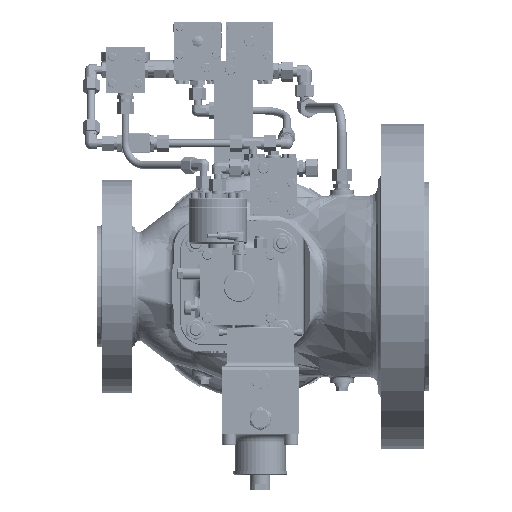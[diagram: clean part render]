
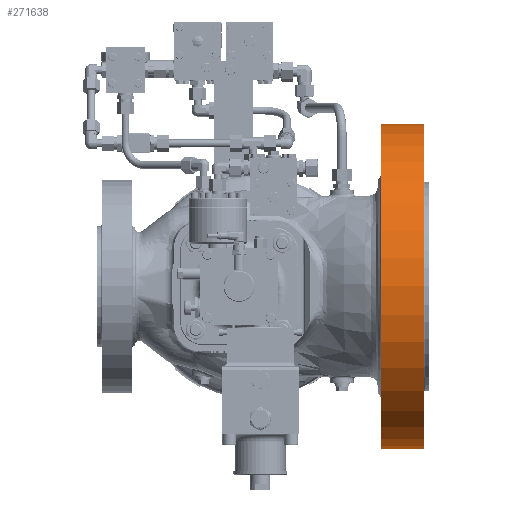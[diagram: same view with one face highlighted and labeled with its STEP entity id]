
A CAD part, front view. The second image highlights one B-rep face of the part: STEP entity #271638.
In plain terms, the highlighted cylindrical face has radius 210 mm (diameter 420 mm), a partial arc.
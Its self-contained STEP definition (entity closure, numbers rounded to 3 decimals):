
#649 = CIRCLE ( 'NONE', #323038, 210. ) ;
#678 = CARTESIAN_POINT ( 'NONE',  ( 183.4, -10., -210. ) ) ;
#4180 = VERTEX_POINT ( 'NONE', #141587 ) ;
#19132 = CARTESIAN_POINT ( 'NONE',  ( 183.4, -10., 0. ) ) ;
#25330 = VERTEX_POINT ( 'NONE', #189755 ) ;
#33212 = CYLINDRICAL_SURFACE ( 'NONE', #156709, 210. ) ;
#35112 = EDGE_LOOP ( 'NONE', ( #109333, #68598, #52575, #133785 ) ) ;
#36964 = EDGE_CURVE ( 'Defeature ausgef�hrt1_1871+Defeature ausgef�hrt1_1870+Defeature ausgef�hrt1_1870+Defeature ausgef�hrt1_1870', #195372, #4180, #110408, .T. ) ;
#44131 = EDGE_CURVE ( 'NONE', #195372, #336061, #218305, .T. ) ;
#51548 = LINE ( 'NONE', #104527, #59020 ) ;
#52575 = ORIENTED_EDGE ( 'NONE', *, *, #274603, .T. ) ;
#59020 = VECTOR ( 'NONE', #284226, 1000. ) ;
#60582 = CARTESIAN_POINT ( 'NONE',  ( -184., -10., 0. ) ) ;
#68598 = ORIENTED_EDGE ( 'NONE', *, *, #36964, .T. ) ;
#84662 = CARTESIAN_POINT ( 'NONE',  ( 239., -10., 0. ) ) ;
#100793 = EDGE_CURVE ( 'Defeature ausgef�hrt1_1872+Defeature ausgef�hrt1_1871+Defeature ausgef�hrt1_1871+Defeature ausgef�hrt1_1871', #336061, #25330, #649, .T. ) ;
#104527 = CARTESIAN_POINT ( 'NONE',  ( -184., -10., 210. ) ) ;
#109333 = ORIENTED_EDGE ( 'NONE', *, *, #44131, .F. ) ;
#110408 = CIRCLE ( 'NONE', #301659, 210. ) ;
#133785 = ORIENTED_EDGE ( 'NONE', *, *, #100793, .F. ) ;
#139175 = VECTOR ( 'NONE', #326063, 1000. ) ;
#141587 = CARTESIAN_POINT ( 'NONE',  ( 239., -10., 210. ) ) ;
#156709 = AXIS2_PLACEMENT_3D ( 'NONE', #60582, #217966, #322344 ) ;
#189755 = CARTESIAN_POINT ( 'NONE',  ( 183.4, -10., 210. ) ) ;
#195372 = VERTEX_POINT ( 'NONE', #265451 ) ;
#214709 = DIRECTION ( 'NONE',  ( 0., 0., 1. ) ) ;
#217966 = DIRECTION ( 'NONE',  ( -1., 0., 0. ) ) ;
#218305 = LINE ( 'NONE', #247345, #139175 ) ;
#227841 = DIRECTION ( 'NONE',  ( -1., 0., 0. ) ) ;
#240384 = DIRECTION ( 'NONE',  ( -1., 0., 0. ) ) ;
#247345 = CARTESIAN_POINT ( 'NONE',  ( -184., -10., -210. ) ) ;
#265451 = CARTESIAN_POINT ( 'NONE',  ( 239., -10., -210. ) ) ;
#267601 = FACE_OUTER_BOUND ( 'NONE', #35112, .T. ) ;
#271638 = ADVANCED_FACE ( 'Defeature ausgef�hrt1_1871', ( #267601 ), #33212, .T. ) ;
#274603 = EDGE_CURVE ( 'NONE', #4180, #25330, #51548, .T. ) ;
#279181 = DIRECTION ( 'NONE',  ( 0., 0., 1. ) ) ;
#284226 = DIRECTION ( 'NONE',  ( -1., 0., 0. ) ) ;
#301659 = AXIS2_PLACEMENT_3D ( 'NONE', #84662, #240384, #214709 ) ;
#322344 = DIRECTION ( 'NONE',  ( 0., 0., 1. ) ) ;
#323038 = AXIS2_PLACEMENT_3D ( 'NONE', #19132, #227841, #279181 ) ;
#326063 = DIRECTION ( 'NONE',  ( -1., 0., 0. ) ) ;
#336061 = VERTEX_POINT ( 'NONE', #678 ) ;
